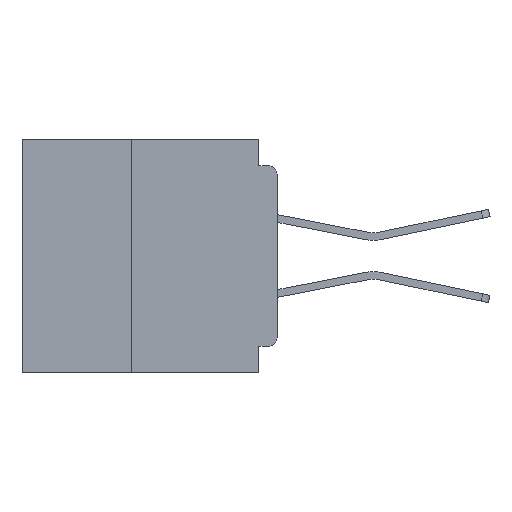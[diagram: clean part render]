
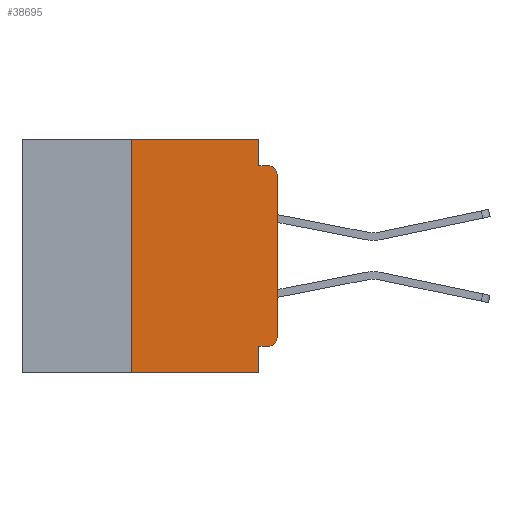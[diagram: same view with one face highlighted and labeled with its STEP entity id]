
A CAD part, left-side view. The second image highlights one B-rep face of the part: STEP entity #38695.
In plain terms, the highlighted planar face has unit normal (-1, 0, 0).
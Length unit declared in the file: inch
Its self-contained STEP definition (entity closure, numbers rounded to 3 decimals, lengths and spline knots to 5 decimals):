
#747 = CARTESIAN_POINT ( 'NONE',  ( 0., 0.015, -0.34 ) ) ;
#1090 = CARTESIAN_POINT ( 'NONE',  ( 0., 0.031, -0.4 ) ) ;
#1558 = CARTESIAN_POINT ( 'NONE',  ( 0., 0., -0.355 ) ) ;
#1788 = EDGE_CURVE ( 'NONE', #53144, #32083, #54172, .T. ) ;
#2445 = EDGE_CURVE ( 'NONE', #11791, #53144, #40609, .T. ) ;
#3701 = VECTOR ( 'NONE', #47385, 39.37008 ) ;
#3955 = DIRECTION ( 'NONE',  ( 0., -1., 0. ) ) ;
#5552 = DIRECTION ( 'NONE',  ( 0., 0., -1. ) ) ;
#6341 = AXIS2_PLACEMENT_3D ( 'NONE', #47378, #18556, #52192 ) ;
#6437 = CARTESIAN_POINT ( 'NONE',  ( 0., 0., -0.045 ) ) ;
#6783 = CIRCLE ( 'NONE', #6341, 0.015 ) ;
#7768 = EDGE_CURVE ( 'NONE', #32020, #32249, #51169, .T. ) ;
#7769 = AXIS2_PLACEMENT_3D ( 'NONE', #747, #34459, #5552 ) ;
#7878 = EDGE_CURVE ( 'NONE', #38204, #32083, #6783, .T. ) ;
#11212 = DIRECTION ( 'NONE',  ( 0., 1., 0. ) ) ;
#11791 = VERTEX_POINT ( 'NONE', #41609 ) ;
#12052 = PLANE ( 'NONE',  #23797 ) ;
#12657 = DIRECTION ( 'NONE',  ( 0., 0., -1. ) ) ;
#13065 = CARTESIAN_POINT ( 'NONE',  ( 0., 0.015, -0.355 ) ) ;
#13683 = CARTESIAN_POINT ( 'NONE',  ( 0., 0., 0. ) ) ;
#14153 = CARTESIAN_POINT ( 'NONE',  ( 0., 0.031, -0.355 ) ) ;
#14397 = ORIENTED_EDGE ( 'NONE', *, *, #47725, .F. ) ;
#14801 = CARTESIAN_POINT ( 'NONE',  ( 0., 0., -0.34 ) ) ;
#15720 = ORIENTED_EDGE ( 'NONE', *, *, #22355, .F. ) ;
#16102 = LINE ( 'NONE', #1558, #40187 ) ;
#16473 = LINE ( 'NONE', #18102, #53316 ) ;
#16904 = DIRECTION ( 'NONE',  ( 0., 0., -1. ) ) ;
#18102 = CARTESIAN_POINT ( 'NONE',  ( 0., 0.25, -0.4 ) ) ;
#18556 = DIRECTION ( 'NONE',  ( -1., 0., 0. ) ) ;
#18741 = DIRECTION ( 'NONE',  ( 0., -1., 0. ) ) ;
#19470 = EDGE_CURVE ( 'NONE', #24416, #32020, #16102, .T. ) ;
#20518 = CIRCLE ( 'NONE', #7769, 0.015 ) ;
#21292 = VECTOR ( 'NONE', #31683, 39.37008 ) ;
#22355 = EDGE_CURVE ( 'NONE', #37288, #24152, #16473, .T. ) ;
#22404 = LINE ( 'NONE', #13683, #33766 ) ;
#22488 = EDGE_CURVE ( 'NONE', #37288, #32249, #59911, .T. ) ;
#22813 = LINE ( 'NONE', #41106, #21292 ) ;
#23092 = ORIENTED_EDGE ( 'NONE', *, *, #7878, .T. ) ;
#23797 = AXIS2_PLACEMENT_3D ( 'NONE', #36105, #45737, #16904 ) ;
#23991 = VERTEX_POINT ( 'NONE', #14801 ) ;
#24152 = VERTEX_POINT ( 'NONE', #44874 ) ;
#24288 = CARTESIAN_POINT ( 'NONE',  ( 0., 0.015, -0.045 ) ) ;
#24416 = VERTEX_POINT ( 'NONE', #13065 ) ;
#26626 = ORIENTED_EDGE ( 'NONE', *, *, #2445, .F. ) ;
#27190 = VECTOR ( 'NONE', #3955, 39.37008 ) ;
#27726 = ORIENTED_EDGE ( 'NONE', *, *, #7768, .F. ) ;
#29006 = ORIENTED_EDGE ( 'NONE', *, *, #22488, .T. ) ;
#29918 = CARTESIAN_POINT ( 'NONE',  ( 0., 0.25, -0.4 ) ) ;
#31683 = DIRECTION ( 'NONE',  ( 0., -1., 0. ) ) ;
#32020 = VERTEX_POINT ( 'NONE', #14153 ) ;
#32083 = VERTEX_POINT ( 'NONE', #24288 ) ;
#32195 = CARTESIAN_POINT ( 'NONE',  ( 0., 0.031, -0.045 ) ) ;
#32249 = VERTEX_POINT ( 'NONE', #1090 ) ;
#33766 = VECTOR ( 'NONE', #42525, 39.37008 ) ;
#33910 = ORIENTED_EDGE ( 'NONE', *, *, #59505, .T. ) ;
#34459 = DIRECTION ( 'NONE',  ( -1., 0., 0. ) ) ;
#36105 = CARTESIAN_POINT ( 'NONE',  ( 0., 0.437, 0. ) ) ;
#37134 = CARTESIAN_POINT ( 'NONE',  ( 0., 0.031, 0. ) ) ;
#37288 = VERTEX_POINT ( 'NONE', #29918 ) ;
#38148 = CARTESIAN_POINT ( 'NONE',  ( 0., 0.437, -0.4 ) ) ;
#38204 = VERTEX_POINT ( 'NONE', #41368 ) ;
#38417 = ORIENTED_EDGE ( 'NONE', *, *, #19470, .F. ) ;
#38695 = ADVANCED_FACE ( 'NONE', ( #55106 ), #12052, .F. ) ;
#39646 = EDGE_LOOP ( 'NONE', ( #33910, #23092, #57994, #26626, #14397, #15720, #29006, #27726, #38417, #55880 ) ) ;
#40187 = VECTOR ( 'NONE', #11212, 39.37008 ) ;
#40609 = LINE ( 'NONE', #37134, #3701 ) ;
#41106 = CARTESIAN_POINT ( 'NONE',  ( 0., 0.437, 0. ) ) ;
#41368 = CARTESIAN_POINT ( 'NONE',  ( 0., 0., -0.06 ) ) ;
#41609 = CARTESIAN_POINT ( 'NONE',  ( 0., 0.031, 0. ) ) ;
#42525 = DIRECTION ( 'NONE',  ( 0., 0., 1. ) ) ;
#44874 = CARTESIAN_POINT ( 'NONE',  ( 0., 0.25, 0. ) ) ;
#45737 = DIRECTION ( 'NONE',  ( 1., 0., 0. ) ) ;
#46325 = CARTESIAN_POINT ( 'NONE',  ( 0., 0.031, -0.4 ) ) ;
#47378 = CARTESIAN_POINT ( 'NONE',  ( 0., 0.015, -0.06 ) ) ;
#47385 = DIRECTION ( 'NONE',  ( 0., 0., -1. ) ) ;
#47725 = EDGE_CURVE ( 'NONE', #24152, #11791, #22813, .T. ) ;
#48815 = VECTOR ( 'NONE', #18741, 39.37008 ) ;
#51169 = LINE ( 'NONE', #46325, #60789 ) ;
#51530 = DIRECTION ( 'NONE',  ( 0., 0., 1. ) ) ;
#52192 = DIRECTION ( 'NONE',  ( 0., 0., -1. ) ) ;
#53144 = VERTEX_POINT ( 'NONE', #32195 ) ;
#53316 = VECTOR ( 'NONE', #51530, 39.37008 ) ;
#54172 = LINE ( 'NONE', #6437, #27190 ) ;
#55106 = FACE_OUTER_BOUND ( 'NONE', #39646, .T. ) ;
#55880 = ORIENTED_EDGE ( 'NONE', *, *, #56059, .T. ) ;
#56059 = EDGE_CURVE ( 'NONE', #24416, #23991, #20518, .T. ) ;
#57994 = ORIENTED_EDGE ( 'NONE', *, *, #1788, .F. ) ;
#59505 = EDGE_CURVE ( 'NONE', #23991, #38204, #22404, .T. ) ;
#59911 = LINE ( 'NONE', #38148, #48815 ) ;
#60789 = VECTOR ( 'NONE', #12657, 39.37008 ) ;
